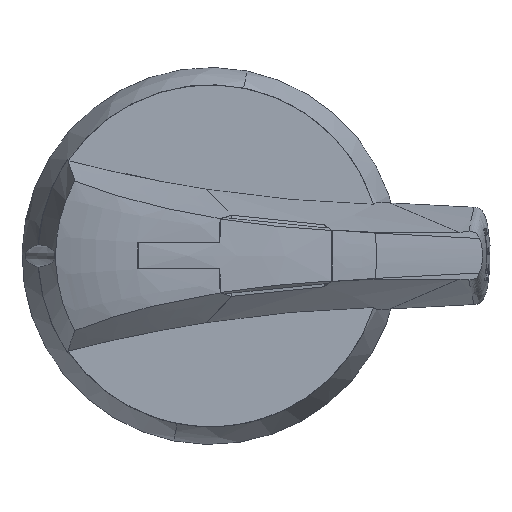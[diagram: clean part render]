
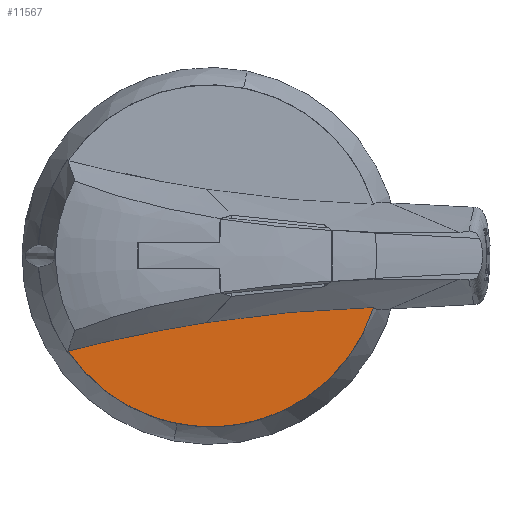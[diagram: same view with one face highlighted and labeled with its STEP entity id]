
A CAD part, top view. The second image highlights one B-rep face of the part: STEP entity #11567.
In plain terms, the highlighted planar face has unit normal (0, 0, 1).
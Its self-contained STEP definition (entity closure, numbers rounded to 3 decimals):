
#6899=CARTESIAN_POINT('',(-0.686,-12.568,
17.916));
#6939=CARTESIAN_POINT('',(30.781,-9.721,17.917));
#6940=CARTESIAN_POINT('',(27.301,-9.815,17.917));
#6941=CARTESIAN_POINT('',(20.328,-10.156,17.916));
#6942=CARTESIAN_POINT('',(9.827,-11.105,17.917));
#6943=CARTESIAN_POINT('',(2.821,-12.031,17.916));
#6944=CARTESIAN_POINT('',(-0.686,-12.568,
17.916));
#7766=CARTESIAN_POINT('',(38.756,-270.43,17.916));
#7767=DIRECTION('',(0.,0.,-1.));
#7768=DIRECTION('',(-0.251,0.968,0.));
#7769=AXIS2_PLACEMENT_3D('',#7766,#7767,#7768);
#7774=CARTESIAN_POINT('',(0.,0.,
17.916));
#7775=DIRECTION('',(0.,0.,-1.));
#7776=DIRECTION('',(0.954,-0.301,0.));
#7777=AXIS2_PLACEMENT_3D('',#7774,#7775,#7776);
#8858=CARTESIAN_POINT('',(30.781,-9.721,17.917));
#9964=VERTEX_POINT('',#6899);
#9992=VERTEX_POINT('',#8858);
#10055=CARTESIAN_POINT('',(-26.829,-17.948,
17.916));
#10057=VERTEX_POINT('',#10055);
#11557=CARTESIAN_POINT('',(2.597,-2.204,
17.916));
#11558=DIRECTION('',(0.,0.,-1.));
#11559=DIRECTION('',(0.,-1.,0.));
#11560=AXIS2_PLACEMENT_3D('',#11557,#11558,#11559);
#11561=PLANE('',#11560);
#11562=ORIENTED_EDGE('',*,*,#11546,.T.);
#11563=ORIENTED_EDGE('',*,*,#10780,.F.);
#11564=ORIENTED_EDGE('',*,*,#11526,.T.);
#11565=EDGE_LOOP('',(#11562,#11563,#11564));
#11566=FACE_OUTER_BOUND('',#11565,.F.);
#6945=B_SPLINE_CURVE_WITH_KNOTS('',3,(#6939,#6940,#6941,#6942,#6943,#6944),
.UNSPECIFIED.,.F.,.F.,(4,1,1,4),(0.,0.333,0.667,1.),
.UNSPECIFIED.);
#7770=CIRCLE('',#7769,260.861);
#7778=CIRCLE('',#7777,32.279);
#10780=EDGE_CURVE('',#9992,#9964,#6945,.T.);
#11526=EDGE_CURVE('',#9992,#10057,#7778,.T.);
#11546=EDGE_CURVE('',#10057,#9964,#7770,.T.);
#11567=ADVANCED_FACE('',(#11566),#11561,.F.);
